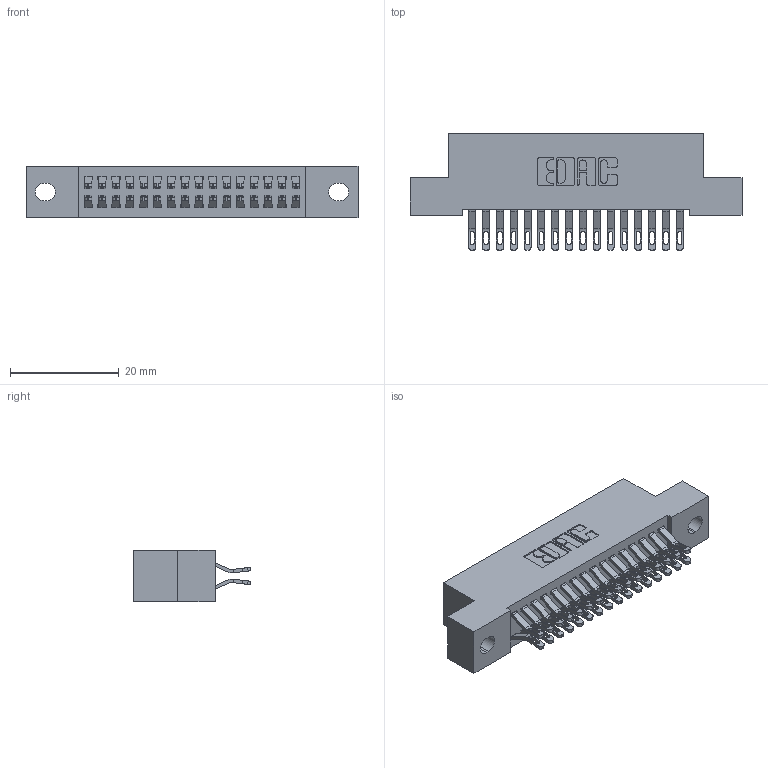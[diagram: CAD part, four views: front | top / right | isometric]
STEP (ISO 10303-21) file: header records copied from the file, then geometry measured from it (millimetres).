
FILE_DESCRIPTION (( 'STEP AP203' ), '1' );
FILE_NAME ('342-032-555-202.STEP', '2019-10-02T11:17:57', ( '' ), ( '' ), 'SwSTEP 2.0', 'SolidWorks 2016', '' );
FILE_SCHEMA (( 'CONFIG_CONTROL_DESIGN' ));
Length unit declared in the file: inch
Products named in the file (3): 342 Part_.128 Slot; 345-292-001_555 Tail; 342-032-555-202
Assembly tree (33 placements, depth 2):
  342-032-555-202
    342 Part_.128 Slot
    345-292-001_555 Tail  x32
Bounding box: 60.96 x 21.47 x 9.4 mm (x, y, z)
Volume: 5391 mm3; surface area: 8203.6 mm2
Topology: 33 solids, 33 shells, 1970 faces, 6167 edges, 4110 vertices
Faces by surface type: plane 1158, cylinder 812
Entity records: 13985 total; most frequent: CARTESIAN_POINT 2384, ORIENTED_EDGE 2290, DIRECTION 2053, EDGE_CURVE 1145, VECTOR 997, LINE 997, VERTEX_POINT 762, AXIS2_PLACEMENT_3D 528
